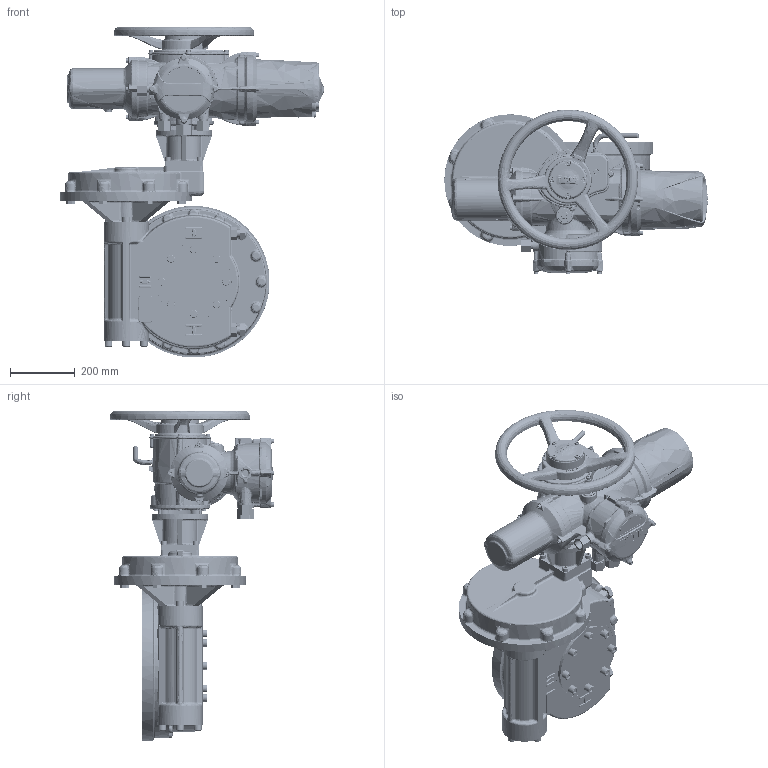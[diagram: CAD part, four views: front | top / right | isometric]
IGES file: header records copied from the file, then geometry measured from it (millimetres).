
Start section: C
Global section: file name: II2THWIW7RHENH-1.igs; native system: By Siemens PLM Incorporated; preprocessor: XPlus GENERIC/IGES 22.0.50; author: Author; organization: Title; date: 20211015.105754; units: millimetre
Bounding box: 816.46 x 510.13 x 1025.65 mm (x, y, z)
Surface area: 2705288.1 mm2 (no closed solid volume)
Topology: 0 solids, 0 shells, 9227 faces, 50721 edges, 50287 vertices
Faces by surface type: bspline 9227
